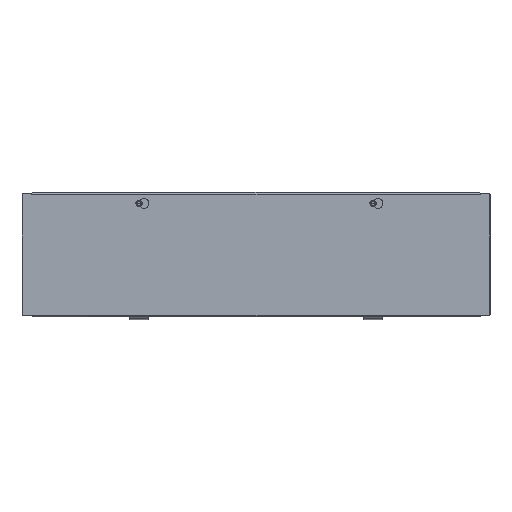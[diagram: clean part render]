
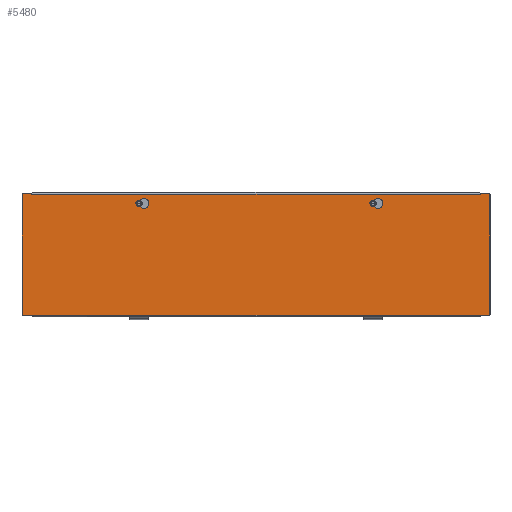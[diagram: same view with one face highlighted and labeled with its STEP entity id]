
A CAD part, top view. The second image highlights one B-rep face of the part: STEP entity #5480.
In plain terms, the highlighted planar face has unit normal (0, 0, 1).
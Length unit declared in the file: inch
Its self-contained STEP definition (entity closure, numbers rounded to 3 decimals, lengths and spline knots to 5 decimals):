
#428=LINE('',#8452,#933);
#432=LINE('',#8464,#937);
#494=LINE('',#8713,#999);
#498=LINE('',#8725,#1003);
#501=LINE('',#8732,#1006);
#503=LINE('',#8738,#1008);
#506=LINE('',#8745,#1011);
#510=LINE('',#8752,#1015);
#512=LINE('',#8756,#1017);
#513=LINE('',#8758,#1018);
#514=LINE('',#8760,#1019);
#515=LINE('',#8762,#1020);
#516=LINE('',#8764,#1021);
#517=LINE('',#8766,#1022);
#518=LINE('',#8768,#1023);
#519=LINE('',#8770,#1024);
#520=LINE('',#8772,#1025);
#521=LINE('',#8773,#1026);
#522=LINE('',#8775,#1027);
#523=LINE('',#8777,#1028);
#524=LINE('',#8779,#1029);
#525=LINE('',#8781,#1030);
#526=LINE('',#8783,#1031);
#527=LINE('',#8784,#1032);
#933=VECTOR('',#6822,0.21651);
#937=VECTOR('',#6834,0.21651);
#999=VECTOR('',#6952,0.21651);
#1003=VECTOR('',#6964,0.21651);
#1006=VECTOR('',#6975,23.);
#1008=VECTOR('',#6983,0.0002);
#1011=VECTOR('',#6988,0.03145);
#1015=VECTOR('',#6994,0.0002);
#1017=VECTOR('',#6998,0.0002);
#1018=VECTOR('',#6999,0.0002);
#1019=VECTOR('',#7000,0.03145);
#1020=VECTOR('',#7001,0.4998);
#1021=VECTOR('',#7002,6.255);
#1022=VECTOR('',#7003,0.4998);
#1023=VECTOR('',#7004,0.03145);
#1024=VECTOR('',#7005,0.0002);
#1025=VECTOR('',#7006,0.0002);
#1026=VECTOR('',#7007,23.);
#1027=VECTOR('',#7008,0.0002);
#1028=VECTOR('',#7009,0.0002);
#1029=VECTOR('',#7010,0.03145);
#1030=VECTOR('',#7011,0.4998);
#1031=VECTOR('',#7012,6.255);
#1032=VECTOR('',#7013,0.4998);
#1296=PLANE('',#5887);
#1456=FACE_BOUND('',#2035,.T.);
#1457=FACE_BOUND('',#2036,.T.);
#1668=FACE_OUTER_BOUND('',#2034,.T.);
#2034=EDGE_LOOP('',(#4501,#4502,#4503,#4504,#4505,#4506,#4507,#4508,#4509,
#4510,#4511,#4512,#4513,#4514,#4515,#4516,#4517,#4518,#4519,#4520));
#2035=EDGE_LOOP('',(#4521,#4522,#4523,#4524));
#2036=EDGE_LOOP('',(#4525,#4526,#4527,#4528));
#2301=CIRCLE('',#5844,0.25);
#2303=CIRCLE('',#5848,0.125);
#2310=CIRCLE('',#5876,0.25);
#2312=CIRCLE('',#5880,0.125);
#2630=VERTEX_POINT('',#8449);
#2631=VERTEX_POINT('',#8451);
#2633=VERTEX_POINT('',#8457);
#2635=VERTEX_POINT('',#8463);
#2651=VERTEX_POINT('',#8548);
#2673=VERTEX_POINT('',#8661);
#2676=VERTEX_POINT('',#8674);
#2687=VERTEX_POINT('',#8710);
#2688=VERTEX_POINT('',#8712);
#2690=VERTEX_POINT('',#8718);
#2692=VERTEX_POINT('',#8724);
#2693=VERTEX_POINT('',#8737);
#2695=VERTEX_POINT('',#8743);
#2696=VERTEX_POINT('',#8744);
#2699=VERTEX_POINT('',#8755);
#2700=VERTEX_POINT('',#8757);
#2701=VERTEX_POINT('',#8759);
#2702=VERTEX_POINT('',#8761);
#2703=VERTEX_POINT('',#8763);
#2704=VERTEX_POINT('',#8765);
#2705=VERTEX_POINT('',#8767);
#2706=VERTEX_POINT('',#8769);
#2707=VERTEX_POINT('',#8771);
#2708=VERTEX_POINT('',#8774);
#2709=VERTEX_POINT('',#8776);
#2710=VERTEX_POINT('',#8778);
#2711=VERTEX_POINT('',#8780);
#2712=VERTEX_POINT('',#8782);
#3240=EDGE_CURVE('',#2631,#2630,#428,.T.);
#3243=EDGE_CURVE('',#2633,#2631,#2301,.T.);
#3246=EDGE_CURVE('',#2635,#2633,#432,.T.);
#3249=EDGE_CURVE('',#2630,#2635,#2303,.T.);
#3323=EDGE_CURVE('',#2688,#2687,#494,.T.);
#3326=EDGE_CURVE('',#2690,#2688,#2310,.T.);
#3329=EDGE_CURVE('',#2692,#2690,#498,.T.);
#3332=EDGE_CURVE('',#2687,#2692,#2312,.T.);
#3334=EDGE_CURVE('',#2651,#2676,#501,.T.);
#3336=EDGE_CURVE('',#2693,#2651,#503,.T.);
#3339=EDGE_CURVE('',#2695,#2696,#506,.T.);
#3343=EDGE_CURVE('',#2696,#2693,#510,.T.);
#3345=EDGE_CURVE('',#2676,#2699,#512,.T.);
#3346=EDGE_CURVE('',#2699,#2700,#513,.T.);
#3347=EDGE_CURVE('',#2700,#2701,#514,.T.);
#3348=EDGE_CURVE('',#2702,#2701,#515,.T.);
#3349=EDGE_CURVE('',#2703,#2702,#516,.T.);
#3350=EDGE_CURVE('',#2704,#2703,#517,.T.);
#3351=EDGE_CURVE('',#2704,#2705,#518,.T.);
#3352=EDGE_CURVE('',#2705,#2706,#519,.T.);
#3353=EDGE_CURVE('',#2706,#2707,#520,.T.);
#3354=EDGE_CURVE('',#2707,#2673,#521,.T.);
#3355=EDGE_CURVE('',#2673,#2708,#522,.T.);
#3356=EDGE_CURVE('',#2708,#2709,#523,.T.);
#3357=EDGE_CURVE('',#2709,#2710,#524,.T.);
#3358=EDGE_CURVE('',#2711,#2710,#525,.T.);
#3359=EDGE_CURVE('',#2712,#2711,#526,.T.);
#3360=EDGE_CURVE('',#2695,#2712,#527,.T.);
#4501=ORIENTED_EDGE('',*,*,#3339,.T.);
#4502=ORIENTED_EDGE('',*,*,#3343,.T.);
#4503=ORIENTED_EDGE('',*,*,#3336,.T.);
#4504=ORIENTED_EDGE('',*,*,#3334,.T.);
#4505=ORIENTED_EDGE('',*,*,#3345,.T.);
#4506=ORIENTED_EDGE('',*,*,#3346,.T.);
#4507=ORIENTED_EDGE('',*,*,#3347,.T.);
#4508=ORIENTED_EDGE('',*,*,#3348,.F.);
#4509=ORIENTED_EDGE('',*,*,#3349,.F.);
#4510=ORIENTED_EDGE('',*,*,#3350,.F.);
#4511=ORIENTED_EDGE('',*,*,#3351,.T.);
#4512=ORIENTED_EDGE('',*,*,#3352,.T.);
#4513=ORIENTED_EDGE('',*,*,#3353,.T.);
#4514=ORIENTED_EDGE('',*,*,#3354,.T.);
#4515=ORIENTED_EDGE('',*,*,#3355,.T.);
#4516=ORIENTED_EDGE('',*,*,#3356,.T.);
#4517=ORIENTED_EDGE('',*,*,#3357,.T.);
#4518=ORIENTED_EDGE('',*,*,#3358,.F.);
#4519=ORIENTED_EDGE('',*,*,#3359,.F.);
#4520=ORIENTED_EDGE('',*,*,#3360,.F.);
#4521=ORIENTED_EDGE('',*,*,#3240,.T.);
#4522=ORIENTED_EDGE('',*,*,#3249,.T.);
#4523=ORIENTED_EDGE('',*,*,#3246,.T.);
#4524=ORIENTED_EDGE('',*,*,#3243,.T.);
#4525=ORIENTED_EDGE('',*,*,#3323,.T.);
#4526=ORIENTED_EDGE('',*,*,#3332,.T.);
#4527=ORIENTED_EDGE('',*,*,#3329,.T.);
#4528=ORIENTED_EDGE('',*,*,#3326,.T.);
#5480=ADVANCED_FACE('',(#1668,#1456,#1457),#1296,.T.);
#5844=AXIS2_PLACEMENT_3D('',#8458,#6828,#6829);
#5848=AXIS2_PLACEMENT_3D('',#8468,#6840,#6841);
#5876=AXIS2_PLACEMENT_3D('',#8719,#6958,#6959);
#5880=AXIS2_PLACEMENT_3D('',#8729,#6970,#6971);
#5887=AXIS2_PLACEMENT_3D('',#8754,#6996,#6997);
#6822=DIRECTION('',(0.866,-0.5,0.));
#6828=DIRECTION('center_axis',(0.,0.,-1.));
#6829=DIRECTION('ref_axis',(0.5,0.866,0.));
#6834=DIRECTION('',(-0.866,-0.5,0.));
#6840=DIRECTION('center_axis',(0.,0.,-1.));
#6841=DIRECTION('ref_axis',(0.5,-0.866,0.));
#6952=DIRECTION('',(0.866,-0.5,0.));
#6958=DIRECTION('center_axis',(0.,0.,-1.));
#6959=DIRECTION('ref_axis',(0.5,0.866,0.));
#6964=DIRECTION('',(-0.866,-0.5,0.));
#6970=DIRECTION('center_axis',(0.,0.,-1.));
#6971=DIRECTION('ref_axis',(0.5,-0.866,0.));
#6975=DIRECTION('',(-1.,0.,0.));
#6983=DIRECTION('',(0.,1.,0.));
#6988=DIRECTION('',(0.,-1.,0.));
#6994=DIRECTION('',(-1.,0.,0.));
#6996=DIRECTION('center_axis',(0.,0.,1.));
#6997=DIRECTION('ref_axis',(1.,0.,0.));
#6998=DIRECTION('',(0.,-1.,0.));
#6999=DIRECTION('',(-1.,0.,0.));
#7000=DIRECTION('',(0.,1.,0.));
#7001=DIRECTION('',(1.,0.,0.));
#7002=DIRECTION('',(0.,1.,0.));
#7003=DIRECTION('',(-1.,0.,0.));
#7004=DIRECTION('',(0.,1.,0.));
#7005=DIRECTION('',(1.,0.,0.));
#7006=DIRECTION('',(0.,-1.,0.));
#7007=DIRECTION('',(1.,0.,0.));
#7008=DIRECTION('',(0.,1.,0.));
#7009=DIRECTION('',(1.,0.,0.));
#7010=DIRECTION('',(0.,-1.,0.));
#7011=DIRECTION('',(-1.,0.,0.));
#7012=DIRECTION('',(0.,-1.,0.));
#7013=DIRECTION('',(1.,0.,0.));
#8449=CARTESIAN_POINT('',(18.0625,0.60897,0.0625));
#8451=CARTESIAN_POINT('',(17.875,0.71722,0.0625));
#8452=CARTESIAN_POINT('',(15.24378,2.23636,0.0625));
#8457=CARTESIAN_POINT('',(17.875,0.28421,0.0625));
#8458=CARTESIAN_POINT('Origin',(17.75,0.50072,0.0625));
#8463=CARTESIAN_POINT('',(18.0625,0.39246,0.0625));
#8464=CARTESIAN_POINT('',(16.28747,-0.63235,0.0625));
#8468=CARTESIAN_POINT('Origin',(18.,0.50072,0.0625));
#8548=CARTESIAN_POINT('',(23.5,6.22375,0.0625));
#8661=CARTESIAN_POINT('',(23.5,0.03125,0.0625));
#8674=CARTESIAN_POINT('',(0.5,6.22375,0.0625));
#8710=CARTESIAN_POINT('',(6.0625,0.60897,0.0625));
#8712=CARTESIAN_POINT('',(5.875,0.71722,0.0625));
#8713=CARTESIAN_POINT('',(7.74378,-0.36172,0.0625));
#8718=CARTESIAN_POINT('',(5.875,0.28421,0.0625));
#8719=CARTESIAN_POINT('Origin',(5.75,0.50072,0.0625));
#8724=CARTESIAN_POINT('',(6.0625,0.39246,0.0625));
#8725=CARTESIAN_POINT('',(8.78747,1.96572,0.0625));
#8729=CARTESIAN_POINT('Origin',(6.,0.50072,0.0625));
#8732=CARTESIAN_POINT('',(17.75,6.22375,0.0625));
#8737=CARTESIAN_POINT('',(23.5,6.22355,0.0625));
#8738=CARTESIAN_POINT('',(23.5,4.67553,0.0625));
#8743=CARTESIAN_POINT('',(23.5002,6.255,0.0625));
#8744=CARTESIAN_POINT('',(23.5002,6.22355,0.0625));
#8745=CARTESIAN_POINT('',(23.5002,4.69125,0.0625));
#8752=CARTESIAN_POINT('',(17.7501,6.22355,0.0625));
#8754=CARTESIAN_POINT('Origin',(12.,3.1275,0.0625));
#8755=CARTESIAN_POINT('',(0.5,6.22355,0.0625));
#8756=CARTESIAN_POINT('',(0.5,4.69125,0.0625));
#8757=CARTESIAN_POINT('',(0.4998,6.22355,0.0625));
#8758=CARTESIAN_POINT('',(6.25,6.22355,0.0625));
#8759=CARTESIAN_POINT('',(0.4998,6.255,0.0625));
#8760=CARTESIAN_POINT('',(0.4998,4.67553,0.0625));
#8761=CARTESIAN_POINT('',(0.,6.255,0.0625));
#8762=CARTESIAN_POINT('',(24.,6.255,0.0625));
#8763=CARTESIAN_POINT('',(0.,0.,0.0625));
#8764=CARTESIAN_POINT('',(0.,6.255,0.0625));
#8765=CARTESIAN_POINT('',(0.4998,0.,0.0625));
#8766=CARTESIAN_POINT('',(0.,0.,0.0625));
#8767=CARTESIAN_POINT('',(0.4998,0.03145,0.0625));
#8768=CARTESIAN_POINT('',(0.4998,1.56375,0.0625));
#8769=CARTESIAN_POINT('',(0.5,0.03145,0.0625));
#8770=CARTESIAN_POINT('',(6.2499,0.03145,0.0625));
#8771=CARTESIAN_POINT('',(0.5,0.03125,0.0625));
#8772=CARTESIAN_POINT('',(0.5,1.57948,0.0625));
#8773=CARTESIAN_POINT('',(6.25,0.03125,0.0625));
#8774=CARTESIAN_POINT('',(23.5,0.03145,0.0625));
#8775=CARTESIAN_POINT('',(23.5,1.56375,0.0625));
#8776=CARTESIAN_POINT('',(23.5002,0.03145,0.0625));
#8777=CARTESIAN_POINT('',(17.75,0.03145,0.0625));
#8778=CARTESIAN_POINT('',(23.5002,0.,0.0625));
#8779=CARTESIAN_POINT('',(23.5002,1.57948,0.0625));
#8780=CARTESIAN_POINT('',(24.,0.,0.0625));
#8781=CARTESIAN_POINT('',(0.,0.,0.0625));
#8782=CARTESIAN_POINT('',(24.,6.255,0.0625));
#8783=CARTESIAN_POINT('',(24.,0.,0.0625));
#8784=CARTESIAN_POINT('',(24.,6.255,0.0625));
